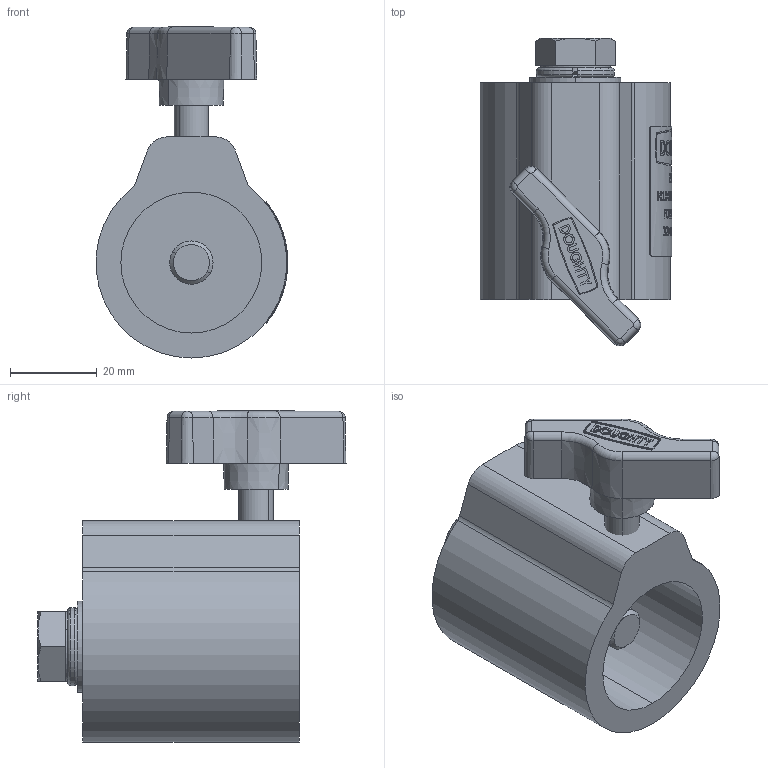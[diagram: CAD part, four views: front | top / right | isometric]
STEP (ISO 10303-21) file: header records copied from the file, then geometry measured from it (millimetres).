
FILE_DESCRIPTION (( 'STEP AP203' ), '1' );
FILE_NAME ('T50810.STEP', '2018-07-31T10:38:45', ( '' ), ( '' ), 'SwSTEP 2.0', 'SolidWorks 2016', '' );
FILE_SCHEMA (( 'CONFIG_CONTROL_DESIGN' ));
Length unit declared in the file: millimetre
Products named in the file (7): Doughty Knob_S0130; T50600 LABEL_T50810 LABEL; Hex Bolt_ISO 4016 - M10 x 45 x 45-WS; TH2038_TH1750; B Washer_Bright washer BS 4320 - M10 (Form B); Single Coil Rectangular Section Spring Washer_Doughty Fastners_Rectangular section spring washer BS 4464 - 10 (Type B); T50810
Assembly tree (6 placements, depth 2):
  T50810
    TH2038_TH1750
    Doughty Knob_S0130
    Hex Bolt_ISO 4016 - M10 x 45 x 45-WS
    B Washer_Bright washer BS 4320 - M10 (Form B)
    Single Coil Rectangular Section Spring Washer_Doughty Fastners_Rectangular section spring washer BS 4464 - 10 (Type B)
    T50600 LABEL_T50810 LABEL
Bounding box: 44.15 x 71.03 x 76.55 mm (x, y, z)
Volume: 70917.4 mm3; surface area: 23377.3 mm2
Topology: 6 solids, 6 shells, 1020 faces, 2697 edges, 1768 vertices
Faces by surface type: plane 407, bspline 274, cylinder 191, cone 136, torus 12
Entity records: 59452 total; most frequent: CARTESIAN_POINT 35304, ORIENTED_EDGE 5394, DIRECTION 4081, EDGE_CURVE 2697, VERTEX_POINT 1768, AXIS2_PLACEMENT_3D 1553, EDGE_LOOP 1105, FACE_OUTER_BOUND 1020
